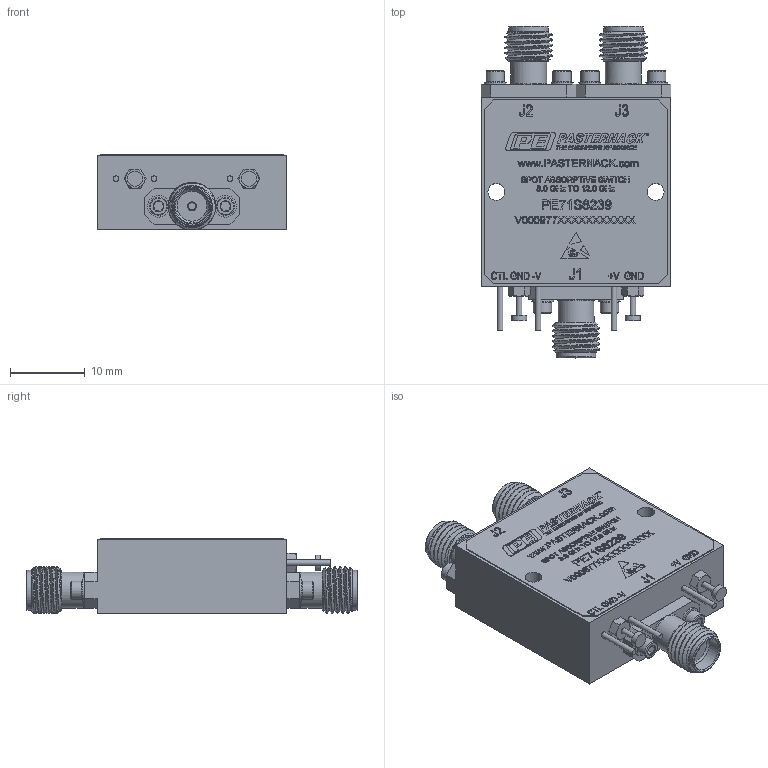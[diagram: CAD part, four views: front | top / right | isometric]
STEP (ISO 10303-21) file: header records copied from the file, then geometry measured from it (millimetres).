
FILE_DESCRIPTION (( 'STEP AP203' ), '1' );
FILE_NAME ('PE71S6239_3D.step', '2020-09-09T15:40:05', ( '' ), ( '' ), 'SwSTEP 2.0', 'SolidWorks 2018', '' );
FILE_SCHEMA (( 'CONFIG_CONTROL_DESIGN' ));
Products named in the file (1): PE71S6239_3D
Bounding box: 25.4 x 44.45 x 10.16 mm (x, y, z)
Volume: 7252.5 mm3; surface area: 3729.4 mm2
Topology: 1 solids, 10 shells, 2235 faces, 5883 edges, 3879 vertices
Faces by surface type: plane 1352, bspline 656, cylinder 143, cone 78, torus 6
Full cylindrical faces by diameter (mm): 0.289 x1, 0.296 x1, 0.762 x5, 0.94 x3, 1.194 x6, 1.524 x18, 1.854 x6, 2.032 x2, 2.261 x2, 2.438 x6, 2.54 x3, 2.946 x6, 4.521 x3, 4.826 x3, 5.334 x3
Entity records: 105932 total; most frequent: CARTESIAN_POINT 56000, ORIENTED_EDGE 11432, DIRECTION 7808, EDGE_CURVE 5716, VECTOR 3950, LINE 3950, VERTEX_POINT 3819, EDGE_LOOP 2545
